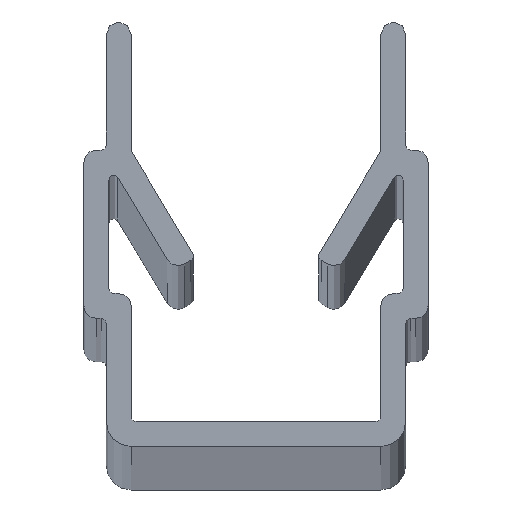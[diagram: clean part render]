
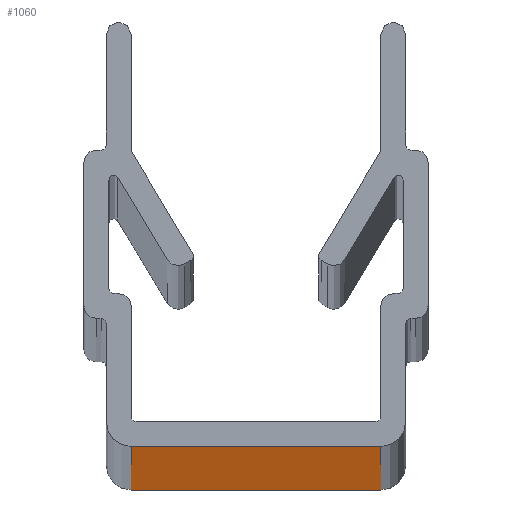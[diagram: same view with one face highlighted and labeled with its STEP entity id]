
A CAD part, top view. The second image highlights one B-rep face of the part: STEP entity #1060.
In plain terms, the highlighted planar face has unit normal (0, -1, 0).
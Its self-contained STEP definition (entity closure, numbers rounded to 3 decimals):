
#40=PLANE('',#1168);
#94=FACE_OUTER_BOUND('',#148,.T.);
#148=EDGE_LOOP('',(#875,#876,#877,#878));
#151=LINE('',#1495,#255);
#252=LINE('',#1798,#356);
#253=LINE('',#1800,#357);
#254=LINE('',#1801,#358);
#255=VECTOR('',#1177,1000.);
#356=VECTOR('',#1480,1000.);
#357=VECTOR('',#1483,10.);
#358=VECTOR('',#1484,10.);
#412=VERTEX_POINT('',#1492);
#413=VERTEX_POINT('',#1494);
#513=VERTEX_POINT('',#1794);
#514=VERTEX_POINT('',#1796);
#516=EDGE_CURVE('',#412,#413,#151,.T.);
#668=EDGE_CURVE('',#513,#514,#252,.T.);
#669=EDGE_CURVE('',#412,#513,#253,.T.);
#670=EDGE_CURVE('',#413,#514,#254,.T.);
#875=ORIENTED_EDGE('',*,*,#669,.T.);
#876=ORIENTED_EDGE('',*,*,#668,.T.);
#877=ORIENTED_EDGE('',*,*,#670,.F.);
#878=ORIENTED_EDGE('',*,*,#516,.F.);
#1060=ADVANCED_FACE('',(#94),#40,.T.);
#1168=AXIS2_PLACEMENT_3D('',#1799,#1481,#1482);
#1177=DIRECTION('',(0.,0.,1.));
#1480=DIRECTION('',(0.,0.,1.));
#1481=DIRECTION('center_axis',(0.,-1.,0.));
#1482=DIRECTION('ref_axis',(1.,0.,0.));
#1483=DIRECTION('',(1.,0.,0.));
#1484=DIRECTION('',(1.,0.,0.));
#1492=CARTESIAN_POINT('',(0.,0.,0.));
#1494=CARTESIAN_POINT('',(0.,0.,1000.));
#1495=CARTESIAN_POINT('',(0.,0.,0.));
#1794=CARTESIAN_POINT('',(10.,0.,0.));
#1796=CARTESIAN_POINT('',(10.,0.,1000.));
#1798=CARTESIAN_POINT('',(10.,0.,0.));
#1799=CARTESIAN_POINT('Origin',(0.,0.,0.));
#1800=CARTESIAN_POINT('',(0.,0.,0.));
#1801=CARTESIAN_POINT('',(0.,0.,1000.));
